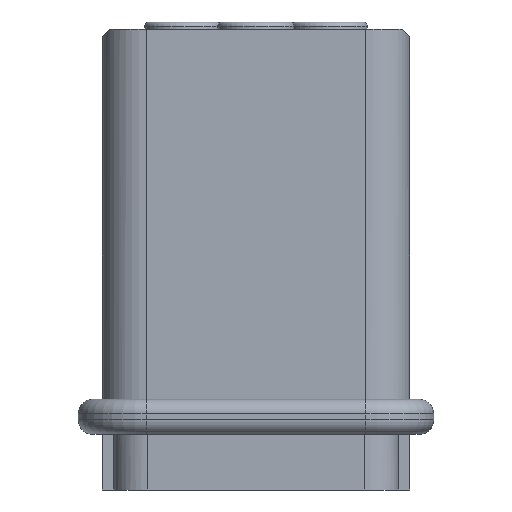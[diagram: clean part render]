
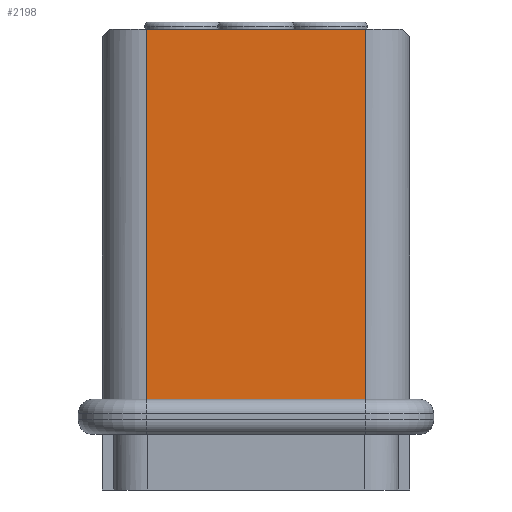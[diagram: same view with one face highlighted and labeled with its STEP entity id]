
A CAD part, front view. The second image highlights one B-rep face of the part: STEP entity #2198.
In plain terms, the highlighted planar face has unit normal (0, -1, 0).
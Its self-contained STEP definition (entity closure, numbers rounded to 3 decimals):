
#1303=FACE_OUTER_BOUND('',#4547,.T.);
#2198=ADVANCED_FACE('',(#1303),#3102,.T.);
#3102=PLANE('',#18475);
#4547=EDGE_LOOP('',(#6317,#6318,#6319,#6320));
#6317=ORIENTED_EDGE('',*,*,#12686,.F.);
#6318=ORIENTED_EDGE('',*,*,#12687,.F.);
#6319=ORIENTED_EDGE('',*,*,#12688,.F.);
#6320=ORIENTED_EDGE('',*,*,#12682,.T.);
#10912=VERTEX_POINT('',#25716);
#10913=VERTEX_POINT('',#25718);
#10916=VERTEX_POINT('',#25726);
#10917=VERTEX_POINT('',#25728);
#12682=EDGE_CURVE('',#10913,#10912,#15093,.T.);
#12686=EDGE_CURVE('',#10916,#10912,#15095,.T.);
#12687=EDGE_CURVE('',#10917,#10916,#15096,.T.);
#12688=EDGE_CURVE('',#10913,#10917,#15097,.T.);
#15093=LINE('',#25717,#16956);
#15095=LINE('',#25725,#16958);
#15096=LINE('',#25727,#16959);
#15097=LINE('',#25729,#16960);
#16956=VECTOR('',#20581,1.);
#16958=VECTOR('',#20589,1.);
#16959=VECTOR('',#20590,1.);
#16960=VECTOR('',#20591,1.);
#18475=AXIS2_PLACEMENT_3D('',#25730,#20592,#20593);
#20581=DIRECTION('',(0.,0.,-1.));
#20589=DIRECTION('',(-1.,0.,0.));
#20590=DIRECTION('',(0.,0.,-1.));
#20591=DIRECTION('',(1.,0.,0.));
#20592=DIRECTION('',(0.,-1.,0.));
#20593=DIRECTION('',(-1.,0.,0.));
#25716=CARTESIAN_POINT('',(-7.5,-10.5,7.042));
#25717=CARTESIAN_POINT('',(-7.5,-10.5,18.5));
#25718=CARTESIAN_POINT('',(-7.5,-10.5,32.5));
#25725=CARTESIAN_POINT('',(-7.5,-10.5,7.042));
#25726=CARTESIAN_POINT('',(7.5,-10.5,7.042));
#25727=CARTESIAN_POINT('',(7.5,-10.5,18.5));
#25728=CARTESIAN_POINT('',(7.5,-10.5,32.5));
#25729=CARTESIAN_POINT('',(0.,-10.5,32.5));
#25730=CARTESIAN_POINT('',(7.45,-10.5,13.45));
